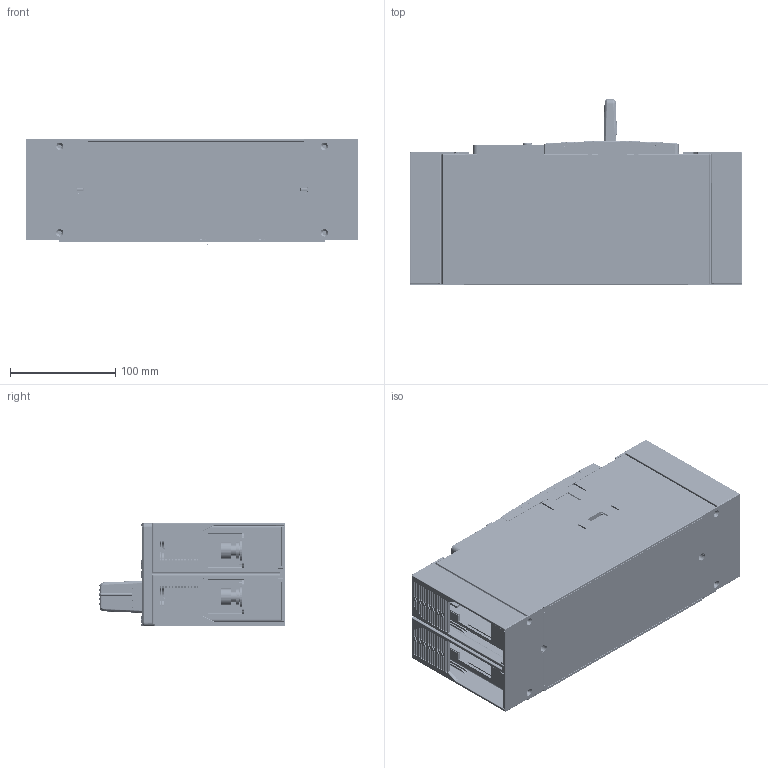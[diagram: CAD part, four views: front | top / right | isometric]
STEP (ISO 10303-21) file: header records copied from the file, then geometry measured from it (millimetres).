
FILE_DESCRIPTION((''),'2;1');
FILE_NAME('UL_MD3HVF_20231008_ASM','2023-10-09T10:47:59',('hswu'),(''),'CREO PARAMETRIC BY PTC INC, 2020044','CREO PARAMETRIC BY PTC INC, 2020044','');
FILE_SCHEMA(('CONFIG_CONTROL_DESIGN','SHAPE_APPEARANCE_LAYERS_GROUPS'));
Products named in the file (67): AS8253M1604_4_1; AS8253M1604_4_2; AS8253M1604_4_3; AS8253M1604_4_4; AS8253M1604_4_5; AS8253M1604_4_6; AS8253M1604_4_7; AS8253M1604_4_ASM; 8055M1612_6_1_1; 8ZTD_742_2186_1_1_1_1_1; GBT70_1-M10X30_1_1_1_1_1; 8750M1612_1_1_1_1_1; 8315M1617_1_1_1_1_1; 8ZTD-868-108_1_1_1_1_1; 8ZTD-868-107_1_1_1_1_1; 5ZTD_253_476_ASM_ASM_1_ASM_1__1_ASM; 8ZTD_505_526_2_1_1_1_1_1; GBT872-3X12_1_1_1_1_1; 8ZTD_612_451HW_1_1_1_1_1; 8ZTD_421_155_1_1_1_1_1_1; 8ZTD_043_989_1_1_1_1_1; 8ZTD_157_095HW_1_1_1_1_1; 8420M1606_1_1_1_1_1; 5615M1602_ASM_ASM_1_ASM_1_ASM_2_ASM; 5615M1602_AF0_ASM_ASM_1_ASM_1_1_ASM; 5519M1613_ASM_ASM_1_ASM_1_ASM_2_ASM; 8550M1603_1_1_1_1_1; 5550M1611_ASM_ASM_1_ASM_1_ASM_2_ASM; GBT93-10_1_1_1_1_1; 8ZTD_288_1395_1_1_1_1_1; 8051M1605_1_1_1_1_1; 8ZTD_612_453_1_1_1_1_1; GBT9074_26-4_1_1_1_1_1; GBT9074_24-4_1_1_1_1_1; GBT823-M4X50_1_1_1_1_1; GBT9074_8-M4X40_ASM_ASM_1_ASM_2_ASM; GBT823-M4X10_1_1_1_1_1; GBT9074_8-M4X10_ASM_ASM_1_ASM_2_ASM; GBT97_1-10_1_1_1_1_1; 8550M1608_1_1_1_1_1 ...
Assembly tree (125 placements, depth 11):
  UL_MD3HVF_20231008_ASM
    UL_MD3HVF_202309220001_ASM_1_ASM
      EX9MD3HVF202309190001_ASM_1_ASM_ASM
        EX9MD3HV_2023011000_ASM_1_ASM_2_ASM
          EX9MD3HV_20230110_000_ASM_1_A_1_ASM
            EX9MD3HV_00_ASM_1_ASM_1_ASM_1_1_ASM
              AS8253M1604_4_ASM
                AS8253M1604_4_1
                AS8253M1604_4_2
                AS8253M1604_4_3
                AS8253M1604_4_4
                AS8253M1604_4_5
                AS8253M1604_4_6
                AS8253M1604_4_7
              EX9MD3HV__100_ASM_1_ASM_1_ASM_2_ASM
                ZONGZHUANG20220224_ASM_ASM_1__1_ASM
                  8055M1612_6_1_1
                  8ZTD_742_2186_1_1_1_1_1  x2
                  GBT70_1-M10X30_1_1_1_1_1  x4
                  8750M1612_1_1_1_1_1  x2
                  8315M1617_1_1_1_1_1
                  5ZTD_253_476_ASM_ASM_1_ASM_1__1_ASM
                  5519M1613_ASM_ASM_1_ASM_1_ASM_2_ASM
                  5550M1611_ASM_ASM_1_ASM_1_ASM_2_ASM  x2
                  GBT93-10_1_1_1_1_1  x4
                  8ZTD_288_1395_1_1_1_1_1  x4
                  8051M1605_1_1_1_1_1  x2
                  8ZTD_612_453_1_1_1_1_1  x2
                  GBT9074_8-M4X40_ASM_ASM_1_ASM_2_ASM  x5
                  GBT9074_8-M4X10_ASM_ASM_1_ASM_2_ASM  x4
                  GBT97_1-10_1_1_1_1_1  x4
                  8550M1608_1_1_1_1_1
                  GBT846_ST3_5X16_C_1_1_1_1_1  x2
                  5315M1611X_4_1_1
                  8ZTD_859_021_ASM_ASM_1_ASM_1__1_ASM  x2
                  5640M1601_ASM_ASM_1_ASM_1_ASM_2_ASM  x2
                  S8055M1602_4_2_1
                  8051M1602_1_1_1_1_1  x2
                  8750M1610_1_1_1_1_1  x2
                  8051M1603_1_1_1_1_1  x2
                  8ZTD_206_192HW_1_1_1_1_1  x2
                  8253M1615_1_1_1_1_1
                  5024M1605X_6_1_1
                  8ZTD-288-1070_5_1_1_1_1_1  x2
            8304M1644_12_1_1
        PRT0001_1_1
        PRT0002_1_1
      GBT846_ST3_5X16_C_1  x4
Bounding box: 315 x 176.51 x 100.5 mm (x, y, z)
Volume: 1286930.9 mm3; surface area: 848916.6 mm2
Topology: 109 solids, 174 shells, 9786 faces, 26293 edges, 16910 vertices
Faces by surface type: plane 4875, cylinder 3591, torus 450, cone 328, bspline 293, sphere 201, extrusion 46, revolution 2
Entity records: 302232 total; most frequent: CARTESIAN_POINT 64139, ORIENTED_EDGE 39126, DIRECTION 38657, EDGE_CURVE 19598, AXIS2_PLACEMENT_3D 13268, VERTEX_POINT 12657, VECTOR 12120, LINE 12074
